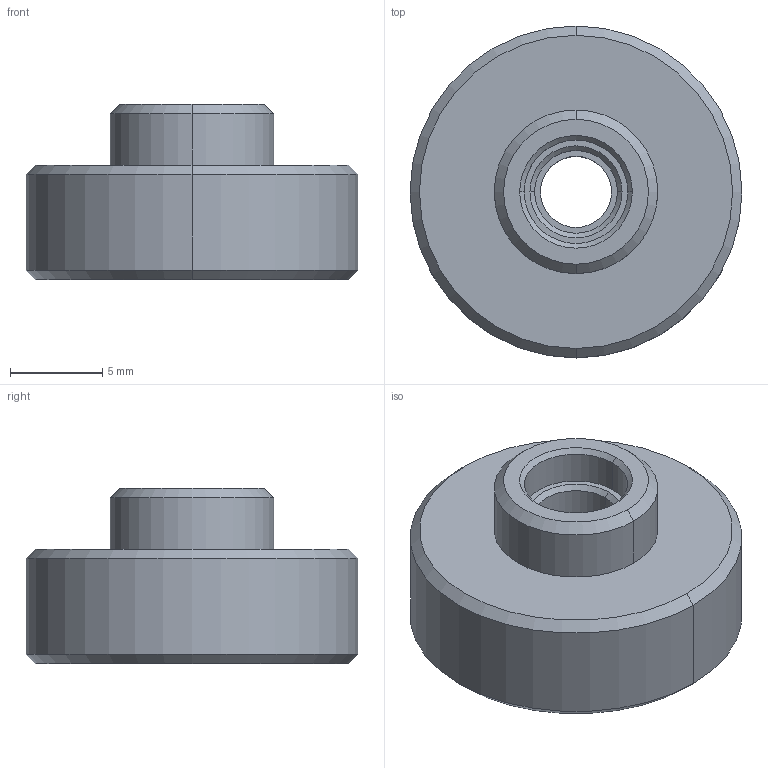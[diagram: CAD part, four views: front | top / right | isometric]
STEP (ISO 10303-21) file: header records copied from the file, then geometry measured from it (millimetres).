
FILE_DESCRIPTION (( 'STEP AP203' ), '1' );
FILE_NAME ('TTN093552-E0W.STEP', '2016-03-23T20:09:35', ( 'admin' ), ( '' ), 'SwSTEP 2.0', 'SolidWorks 2014', '' );
FILE_SCHEMA (( 'CONFIG_CONTROL_DESIGN' ));
Length unit declared in the file: inch
Products named in the file (1): TTN093552-E0W
Bounding box: 18.03 x 18.03 x 9.53 mm (x, y, z)
Volume: 1614.1 mm3; surface area: 1034.8 mm2
Topology: 1 solids, 1 shells, 309 faces, 818 edges, 542 vertices
Faces by surface type: bspline 177, plane 106, cylinder 14, cone 12
Entity records: 14451 total; most frequent: CARTESIAN_POINT 7883, ORIENTED_EDGE 1636, EDGE_CURVE 818, DIRECTION 772, VERTEX_POINT 542, LINE 422, VECTOR 422, B_SPLINE_CURVE_WITH_KNOTS 354
